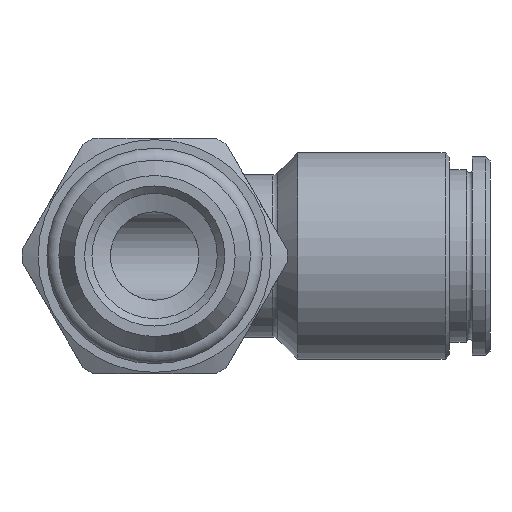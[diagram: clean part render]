
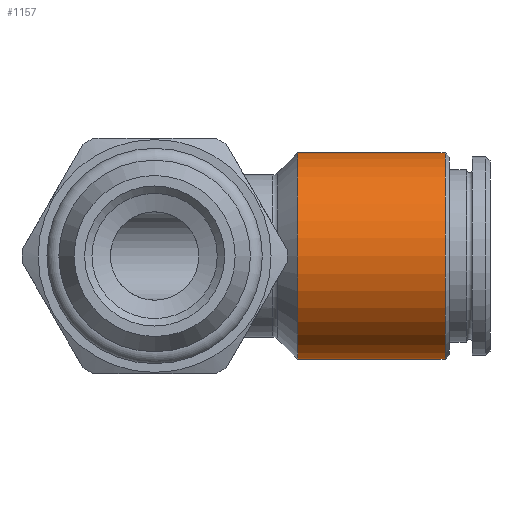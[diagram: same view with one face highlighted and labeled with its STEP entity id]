
A CAD part, front view. The second image highlights one B-rep face of the part: STEP entity #1157.
In plain terms, the highlighted cylindrical face has radius 7 mm (diameter 14 mm), a full revolution.
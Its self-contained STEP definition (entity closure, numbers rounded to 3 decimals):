
#118=CYLINDRICAL_SURFACE('',#1269,7.);
#236=ORIENTED_EDGE('',*,*,#355,.T.);
#237=ORIENTED_EDGE('',*,*,#393,.T.);
#355=EDGE_CURVE('',#450,#450,#508,.T.);
#393=EDGE_CURVE('',#478,#478,#530,.T.);
#450=VERTEX_POINT('',#1758);
#478=VERTEX_POINT('',#1874);
#508=CIRCLE('',#1225,7.);
#530=CIRCLE('',#1270,7.);
#596=EDGE_LOOP('',(#236));
#597=EDGE_LOOP('',(#237));
#685=FACE_BOUND('',#596,.T.);
#686=FACE_BOUND('',#597,.T.);
#1157=ADVANCED_FACE('',(#685,#686),#118,.T.);
#1225=AXIS2_PLACEMENT_3D('',#1757,#1379,#1380);
#1269=AXIS2_PLACEMENT_3D('',#1872,#1472,#1473);
#1270=AXIS2_PLACEMENT_3D('',#1873,#1474,#1475);
#1379=DIRECTION('',(-1.,0.,0.));
#1380=DIRECTION('',(0.,0.,1.));
#1472=DIRECTION('',(1.,0.,0.));
#1473=DIRECTION('',(0.,0.,1.));
#1474=DIRECTION('',(1.,0.,0.));
#1475=DIRECTION('',(0.,0.,-1.));
#1757=CARTESIAN_POINT('',(19.7,0.,0.));
#1758=CARTESIAN_POINT('',(19.7,0.,7.));
#1872=CARTESIAN_POINT('',(0.,0.,0.));
#1873=CARTESIAN_POINT('',(9.707,0.,0.));
#1874=CARTESIAN_POINT('',(9.707,0.,-7.));
